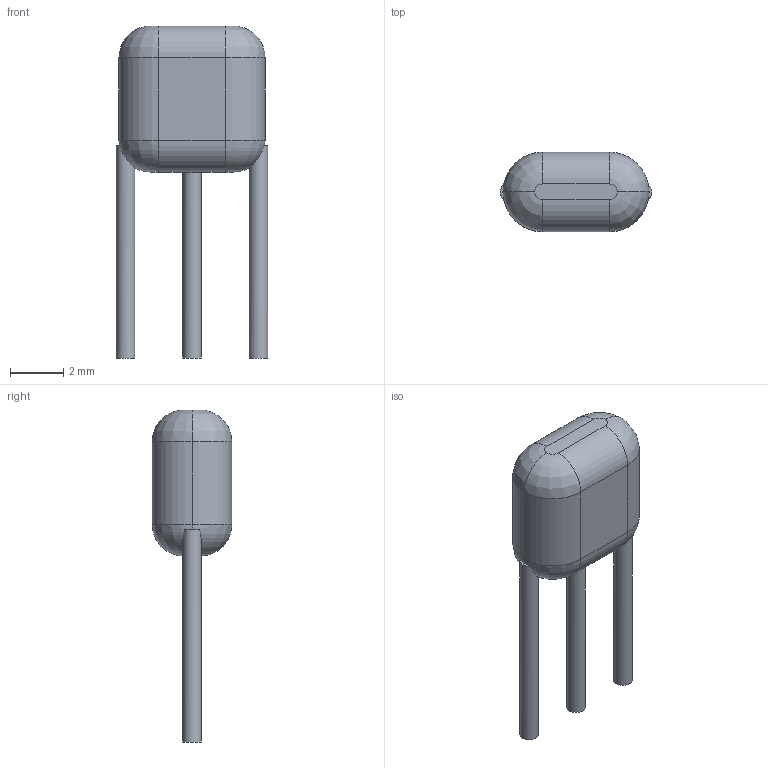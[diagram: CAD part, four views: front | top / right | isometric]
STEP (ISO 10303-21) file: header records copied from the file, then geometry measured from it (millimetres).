
FILE_DESCRIPTION(('FreeCAD Model'),'2;1');
FILE_NAME('Resonator_muRata_CSTLSxxxX-3pin_w5.5mm_h3.0mm.step', '2017-11-26T15:36:00',('kicad StepUp'),('ksu MCAD'), 'Open CASCADE STEP processor 6.8','FreeCAD','Unknown');
FILE_SCHEMA(('AUTOMOTIVE_DESIGN_CC2 { 1 2 10303 214 -1 1 5 4 }'));
Length unit declared in the file: millimetre
Products named in the file (1): Resonator_muRata_CSTLSxxxX-3pin_w5.5mm_h3.0mm
Bounding box: 5.7 x 3 x 12.5 mm (x, y, z)
Volume: 80.8 mm3; surface area: 140.7 mm2
Topology: 1 solids, 1 shells, 29 faces, 70 edges, 43 vertices
Faces by surface type: cylinder 11, plane 10, revolution 8
Full cylindrical faces by diameter (mm): 0.7 x3
Entity records: 1699 total; most frequent: CARTESIAN_POINT 795, DIRECTION 149, ORIENTED_EDGE 140, EDGE_CURVE 70, AXIS2_PLACEMENT_3D 61, VERTEX_POINT 43, CIRCLE 39, ADVANCED_FACE 29
